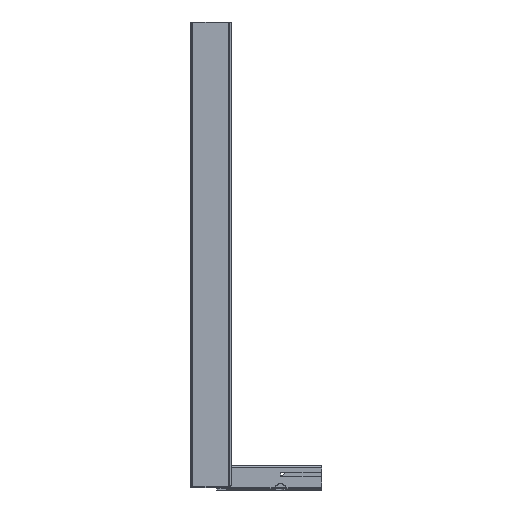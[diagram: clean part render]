
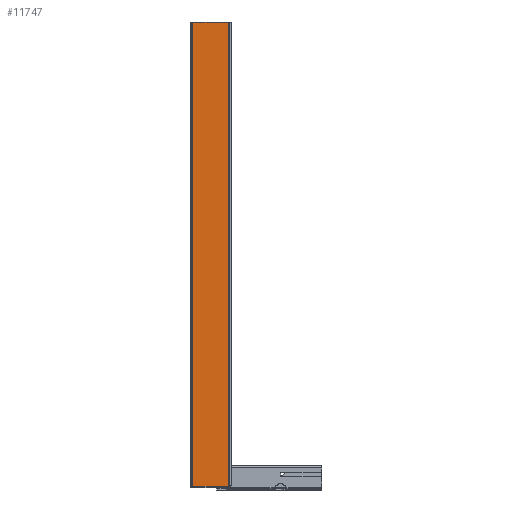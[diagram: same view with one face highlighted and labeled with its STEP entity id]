
A CAD part, left-side view. The second image highlights one B-rep face of the part: STEP entity #11747.
In plain terms, the highlighted planar face has unit normal (-1, 0, 0).
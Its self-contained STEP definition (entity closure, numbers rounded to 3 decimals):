
#9892=DIRECTION('',(0.,0.,-1.));
#9893=VECTOR('',#9892,568.);
#9894=CARTESIAN_POINT('',(-397.,22.,-140.));
#9895=LINE('',#9894,#9893);
#9896=DIRECTION('',(0.,1.,0.));
#9897=VECTOR('',#9896,44.);
#9898=CARTESIAN_POINT('',(-397.,-22.,-708.));
#9899=LINE('',#9898,#9897);
#9908=DIRECTION('',(0.,-1.,0.));
#9909=VECTOR('',#9908,44.);
#9910=CARTESIAN_POINT('',(-397.,22.,-140.));
#9911=LINE('',#9910,#9909);
#9939=DIRECTION('',(0.,0.,-1.));
#9940=VECTOR('',#9939,568.);
#9941=CARTESIAN_POINT('',(-397.,-22.,-140.));
#9942=LINE('',#9941,#9940);
#10160=CARTESIAN_POINT('',(-397.,-22.,-140.));
#10162=VERTEX_POINT('',#10160);
#10163=CARTESIAN_POINT('',(-397.,22.,-140.));
#10165=VERTEX_POINT('',#10163);
#10207=CARTESIAN_POINT('',(-397.,-22.,-708.));
#10208=VERTEX_POINT('',#10207);
#10213=CARTESIAN_POINT('',(-397.,22.,-708.));
#10214=VERTEX_POINT('',#10213);
#11734=CARTESIAN_POINT('',(-397.,25.,-140.));
#11735=DIRECTION('',(-1.,0.,0.));
#11736=DIRECTION('',(0.,-1.,0.));
#11737=AXIS2_PLACEMENT_3D('',#11734,#11735,#11736);
#11738=PLANE('',#11737);
#11739=ORIENTED_EDGE('',*,*,#10741,.T.);
#11740=ORIENTED_EDGE('',*,*,#11729,.F.);
#11742=ORIENTED_EDGE('',*,*,#11741,.T.);
#11744=ORIENTED_EDGE('',*,*,#11743,.T.);
#11745=EDGE_LOOP('',(#11739,#11740,#11742,#11744));
#11746=FACE_OUTER_BOUND('',#11745,.F.);
#11747=ADVANCED_FACE('',(#11746),#11738,.T.);
#10741=EDGE_CURVE('',#10208,#10214,#9899,.T.);
#11729=EDGE_CURVE('',#10165,#10214,#9895,.T.);
#11741=EDGE_CURVE('',#10165,#10162,#9911,.T.);
#11743=EDGE_CURVE('',#10162,#10208,#9942,.T.);
